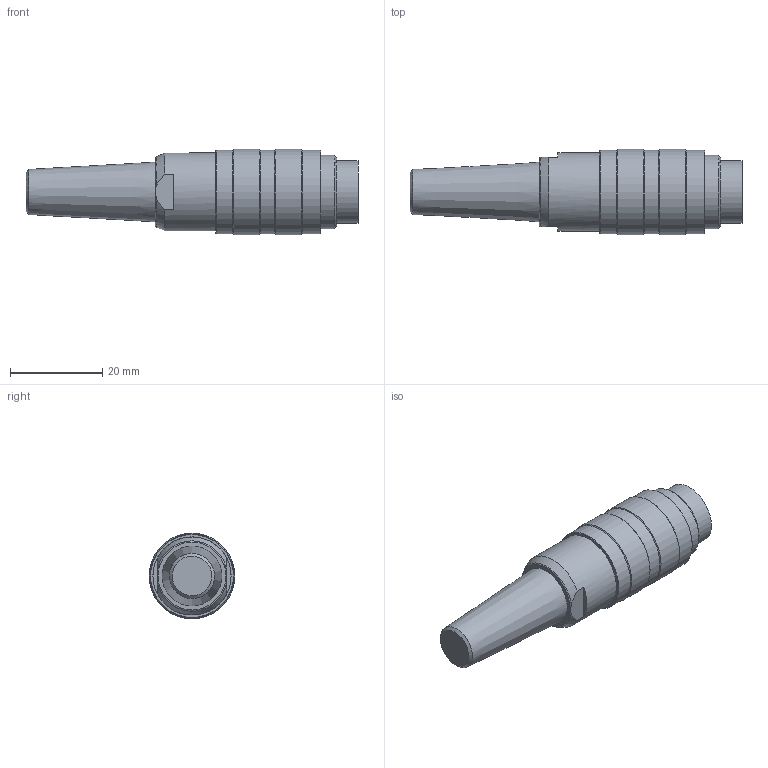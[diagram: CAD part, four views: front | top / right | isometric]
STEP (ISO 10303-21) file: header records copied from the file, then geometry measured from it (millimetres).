
FILE_DESCRIPTION(/* description */ (''),/* implementation_level */ '2;1');
FILE_NAME(/* name */ '99-2005-00-03_bg.stp',/* time_stamp */ '2010-05-11T11:42:43+02:00',/* author */ (''),/* organization */ (''),/* preprocessor_version */ 'ST-DEVELOPER v11',/* originating_system */ 'UGS - NX 5.0',/* authorisation */ '');
FILE_SCHEMA (('CONFIG_CONTROL_DESIGN'));
Length unit declared in the file: millimetre
Products named in the file (1): kborAABA8uik
Bounding box: 71.8 x 18.5 x 18.5 mm (x, y, z)
Volume: 12105.2 mm3; surface area: 4198.1 mm2
Topology: 1 solids, 1 shells, 71 faces, 154 edges, 96 vertices
Faces by surface type: plane 31, cone 17, cylinder 15, bspline 6, torus 2
Full cylindrical faces by diameter (mm): 1.49 x3, 2.25 x1, 13.5 x1, 15.08 x1, 16 x1, 16.9 x1, 18.15 x3, 18.5 x2
Entity records: 1970 total; most frequent: CARTESIAN_POINT 513, DIRECTION 290, ORIENTED_EDGE 224, AXIS2_PLACEMENT_3D 120, EDGE_LOOP 117, EDGE_CURVE 112, VERTEX_POINT 89, FACE_BOUND 88
